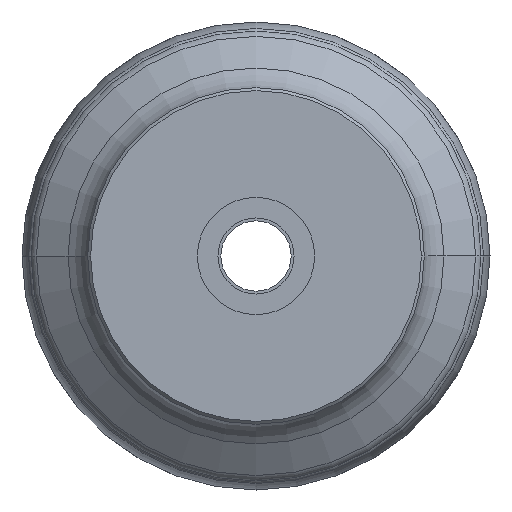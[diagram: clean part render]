
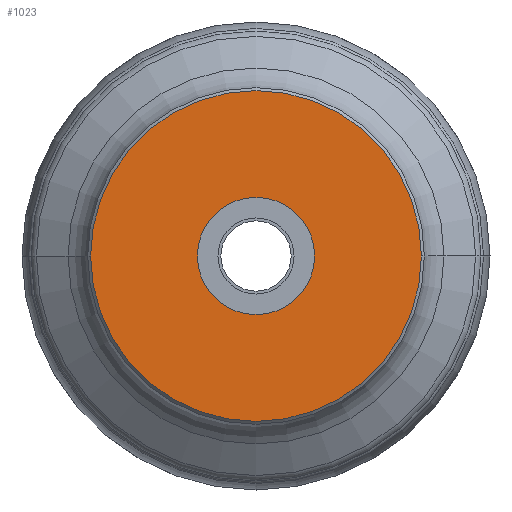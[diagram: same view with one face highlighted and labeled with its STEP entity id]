
A CAD part, left-side view. The second image highlights one B-rep face of the part: STEP entity #1023.
In plain terms, the highlighted planar face has unit normal (-1, 0, 0).
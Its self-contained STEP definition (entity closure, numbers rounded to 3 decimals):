
#69=CARTESIAN_POINT('Vertex',(0.,56.5,0.)) ;
#72=CARTESIAN_POINT('Axis2P3D Location',(0.,0.,0.)) ;
#76=CARTESIAN_POINT('Vertex',(0.,-56.5,0.)) ;
#96=CARTESIAN_POINT('Axis2P3D Location',(0.,0.,0.)) ;
#113=CARTESIAN_POINT('Axis2P3D Location',(0.,0.,0.)) ;
#117=CARTESIAN_POINT('Vertex',(0.,20.,0.)) ;
#119=CARTESIAN_POINT('Vertex',(0.,-20.,0.)) ;
#148=CARTESIAN_POINT('Axis2P3D Location',(0.,0.,0.)) ;
#1010=CARTESIAN_POINT('Axis2P3D Location',(0.,56.5,0.)) ;
#73=DIRECTION('Axis2P3D Direction',(1.,0.,0.)) ;
#97=DIRECTION('Axis2P3D Direction',(1.,0.,0.)) ;
#114=DIRECTION('Axis2P3D Direction',(1.,0.,0.)) ;
#149=DIRECTION('Axis2P3D Direction',(1.,0.,0.)) ;
#1011=DIRECTION('Axis2P3D Direction',(1.,0.,0.)) ;
#1012=DIRECTION('Axis2P3D XDirection',(0.,1.,0.)) ;
#74=AXIS2_PLACEMENT_3D('Circle Axis2P3D',#72,#73,$) ;
#98=AXIS2_PLACEMENT_3D('Circle Axis2P3D',#96,#97,$) ;
#115=AXIS2_PLACEMENT_3D('Circle Axis2P3D',#113,#114,$) ;
#150=AXIS2_PLACEMENT_3D('Circle Axis2P3D',#148,#149,$) ;
#1013=AXIS2_PLACEMENT_3D('Plane Axis2P3D',#1010,#1011,#1012) ;
#1016=ORIENTED_EDGE('',*,*,#78,.F.) ;
#1017=ORIENTED_EDGE('',*,*,#100,.F.) ;
#1020=ORIENTED_EDGE('',*,*,#152,.T.) ;
#1021=ORIENTED_EDGE('',*,*,#121,.T.) ;
#1022=FACE_BOUND('',#1019,.T.) ;
#1023=ADVANCED_FACE('Hauptk\X2\00F6\X0\rper',(#1018,#1022),#1014,.F.) ;
#75=CIRCLE('generated circle',#74,56.5) ;
#99=CIRCLE('generated circle',#98,56.5) ;
#116=CIRCLE('generated circle',#115,20.) ;
#151=CIRCLE('generated circle',#150,20.) ;
#78=EDGE_CURVE('',#70,#77,#75,.T.) ;
#100=EDGE_CURVE('',#77,#70,#99,.T.) ;
#121=EDGE_CURVE('',#118,#120,#116,.T.) ;
#152=EDGE_CURVE('',#120,#118,#151,.T.) ;
#1015=EDGE_LOOP('',(#1016,#1017)) ;
#1019=EDGE_LOOP('',(#1020,#1021)) ;
#1018=FACE_OUTER_BOUND('',#1015,.T.) ;
#1014=PLANE('',#1013) ;
#70=VERTEX_POINT('',#69) ;
#77=VERTEX_POINT('',#76) ;
#118=VERTEX_POINT('',#117) ;
#120=VERTEX_POINT('',#119) ;
